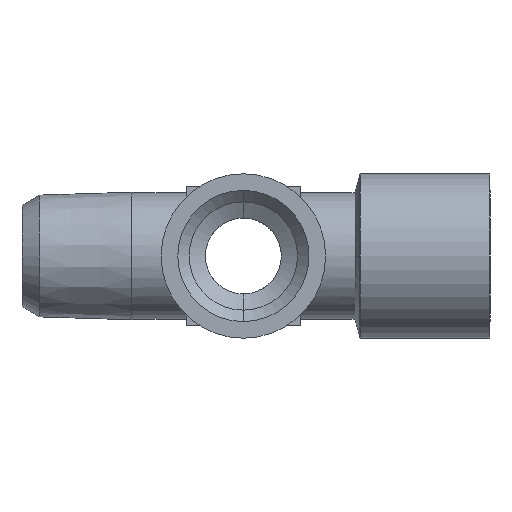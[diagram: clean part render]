
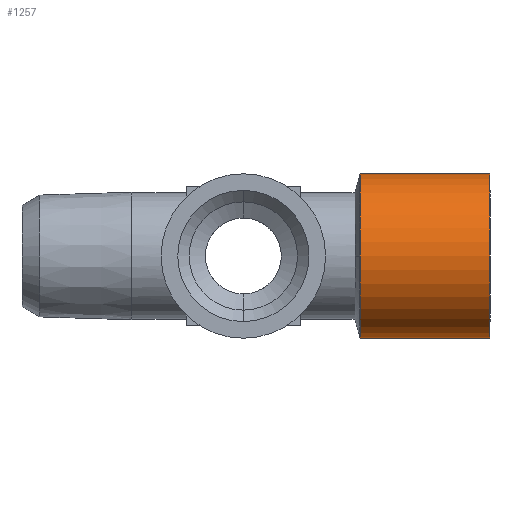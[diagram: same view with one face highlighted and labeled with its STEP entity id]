
A CAD part, left-side view. The second image highlights one B-rep face of the part: STEP entity #1257.
In plain terms, the highlighted cylindrical face has radius 6.5 mm (diameter 13 mm), a partial arc.
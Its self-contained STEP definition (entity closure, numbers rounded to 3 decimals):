
#8 = DIRECTION ( 'NONE',  ( 0., 0., 1. ) ) ;
#32 = CARTESIAN_POINT ( 'NONE',  ( 0., 13.763, 6.5 ) ) ;
#161 = VERTEX_POINT ( 'NONE', #32 ) ;
#207 = VERTEX_POINT ( 'NONE', #2730 ) ;
#232 = LINE ( 'NONE', #2919, #2544 ) ;
#239 = ORIENTED_EDGE ( 'NONE', *, *, #880, .F. ) ;
#242 = EDGE_LOOP ( 'NONE', ( #1828, #452, #312, #2021, #239 ) ) ;
#312 = ORIENTED_EDGE ( 'NONE', *, *, #416, .T. ) ;
#416 = EDGE_CURVE ( 'NONE', #955, #161, #681, .T. ) ;
#448 = DIRECTION ( 'NONE',  ( 0., 1., 0. ) ) ;
#452 = ORIENTED_EDGE ( 'NONE', *, *, #2765, .T. ) ;
#453 = DIRECTION ( 'NONE',  ( 0., 0., 1. ) ) ;
#455 = DIRECTION ( 'NONE',  ( 0., 0., 1. ) ) ;
#470 = DIRECTION ( 'NONE',  ( 0., 1., 0. ) ) ;
#557 = DIRECTION ( 'NONE',  ( 0., 0., 1. ) ) ;
#594 = EDGE_CURVE ( 'NONE', #2468, #2435, #232, .T. ) ;
#638 = CARTESIAN_POINT ( 'NONE',  ( 0., 3.5, 0. ) ) ;
#681 = LINE ( 'NONE', #1724, #1247 ) ;
#870 = DIRECTION ( 'NONE',  ( 0., 1., 0. ) ) ;
#880 = EDGE_CURVE ( 'NONE', #2435, #207, #2719, .T. ) ;
#955 = VERTEX_POINT ( 'NONE', #1337 ) ;
#1070 = DIRECTION ( 'NONE',  ( 0., 1., 0. ) ) ;
#1091 = AXIS2_PLACEMENT_3D ( 'NONE', #638, #870, #8 ) ;
#1124 = CARTESIAN_POINT ( 'NONE',  ( 0., 13.763, 0. ) ) ;
#1247 = VECTOR ( 'NONE', #1070, 1000. ) ;
#1257 = ADVANCED_FACE ( 'NONE', ( #1718 ), #2254, .T. ) ;
#1260 = CARTESIAN_POINT ( 'NONE',  ( 0., 3.5, -6.5 ) ) ;
#1337 = CARTESIAN_POINT ( 'NONE',  ( 0., 3.5, 6.5 ) ) ;
#1345 = DIRECTION ( 'NONE',  ( 0., 1., 0. ) ) ;
#1356 = EDGE_CURVE ( 'NONE', #207, #161, #1750, .T. ) ;
#1417 = AXIS2_PLACEMENT_3D ( 'NONE', #1124, #448, #455 ) ;
#1532 = AXIS2_PLACEMENT_3D ( 'NONE', #1786, #1345, #453 ) ;
#1562 = AXIS2_PLACEMENT_3D ( 'NONE', #2383, #2149, #557 ) ;
#1675 = CARTESIAN_POINT ( 'NONE',  ( 0., 13.763, -6.5 ) ) ;
#1718 = FACE_OUTER_BOUND ( 'NONE', #242, .T. ) ;
#1724 = CARTESIAN_POINT ( 'NONE',  ( 0., 3.5, 6.5 ) ) ;
#1750 = CIRCLE ( 'NONE', #1532, 6.5 ) ;
#1786 = CARTESIAN_POINT ( 'NONE',  ( 0., 13.763, 0. ) ) ;
#1828 = ORIENTED_EDGE ( 'NONE', *, *, #594, .F. ) ;
#2021 = ORIENTED_EDGE ( 'NONE', *, *, #1356, .F. ) ;
#2149 = DIRECTION ( 'NONE',  ( 0., 1., 0. ) ) ;
#2212 = CIRCLE ( 'NONE', #1562, 6.5 ) ;
#2254 = CYLINDRICAL_SURFACE ( 'NONE', #1091, 6.5 ) ;
#2383 = CARTESIAN_POINT ( 'NONE',  ( 0., 3.5, 0. ) ) ;
#2435 = VERTEX_POINT ( 'NONE', #1675 ) ;
#2468 = VERTEX_POINT ( 'NONE', #1260 ) ;
#2544 = VECTOR ( 'NONE', #470, 1000. ) ;
#2719 = CIRCLE ( 'NONE', #1417, 6.5 ) ;
#2730 = CARTESIAN_POINT ( 'NONE',  ( -6.5, 13.763, 0. ) ) ;
#2765 = EDGE_CURVE ( 'NONE', #2468, #955, #2212, .T. ) ;
#2919 = CARTESIAN_POINT ( 'NONE',  ( 0., 3.5, -6.5 ) ) ;
